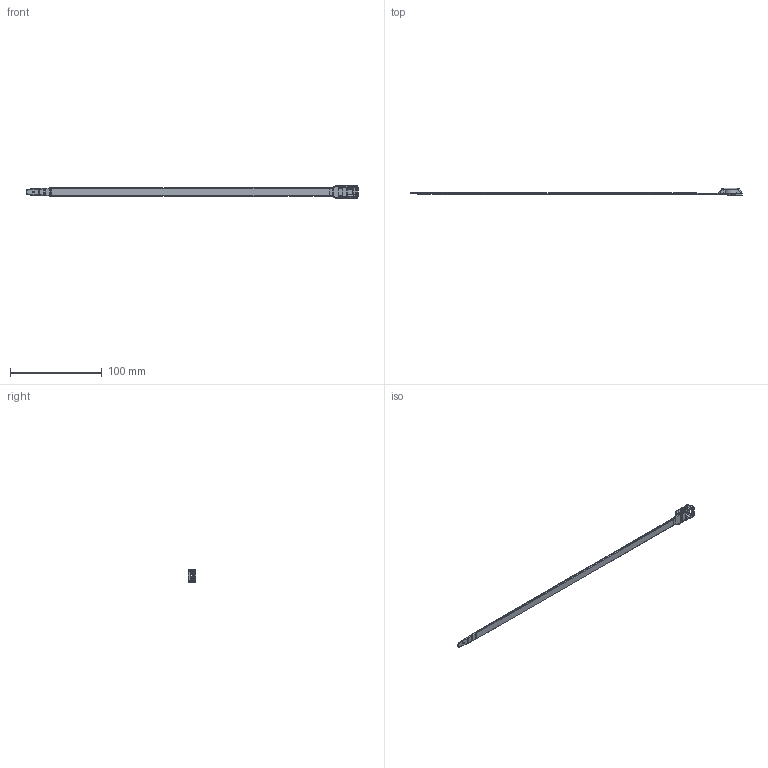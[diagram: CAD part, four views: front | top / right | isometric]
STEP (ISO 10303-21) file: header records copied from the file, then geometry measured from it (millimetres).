
FILE_DESCRIPTION(/* description */ (''),/* implementation_level */ '2;1');
FILE_NAME(/* name */ 'HV9100.stp',/* time_stamp */ '2023-02-24T13:44:38-06:00',/* author */ (''),/* organization */ (''),/* preprocessor_version */ 'ST-DEVELOPER v16.7',/* originating_system */ 'SIEMENS PLM Software NX 1926',/* authorisation */ '');
FILE_SCHEMA (('AP203_CONFIGURATION_CONTROLLED_3D_DESIGN_OF_MECHANICAL_PARTS_AND_ASSEMBLIES_MIM_LF { 1 0 10303 403 2 1 2}'));
Length unit declared in the file: inch
Products named in the file (1): BWG4F9C582Bll5d
Bounding box: 361.7 x 8.09 x 14.56 mm (x, y, z)
Volume: 6370.4 mm3; surface area: 8206.3 mm2
Topology: 1 solids, 1 shells, 770 faces, 1987 edges, 1234 vertices
Faces by surface type: plane 379, cylinder 243, bspline 90, sphere 24, torus 21, cone 13
Entity records: 27068 total; most frequent: CARTESIAN_POINT 7886, ORIENTED_EDGE 3960, DIRECTION 3699, EDGE_CURVE 1980, AXIS2_PLACEMENT_3D 1368, VERTEX_POINT 1233, LINE 963, VECTOR 963
